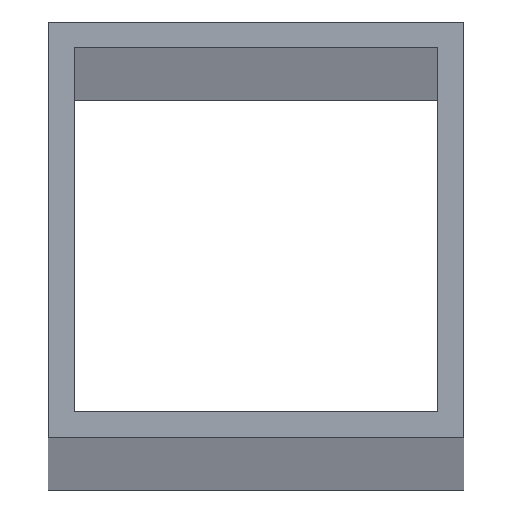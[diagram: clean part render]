
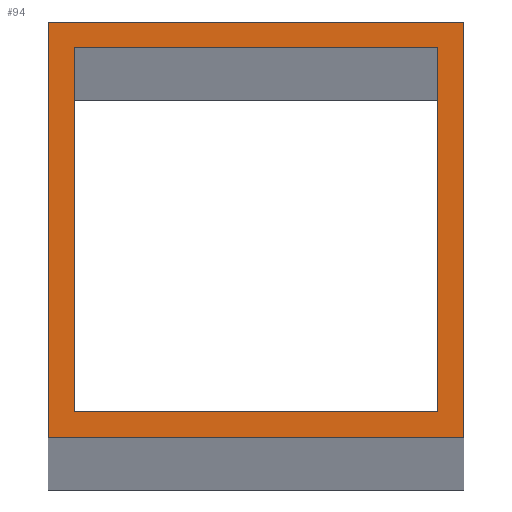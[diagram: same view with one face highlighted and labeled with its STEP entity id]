
A CAD part, top view. The second image highlights one B-rep face of the part: STEP entity #94.
In plain terms, the highlighted planar face has unit normal (0, 0, 1).
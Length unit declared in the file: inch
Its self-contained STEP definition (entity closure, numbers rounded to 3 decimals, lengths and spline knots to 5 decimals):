
#1 = LINE ( 'NONE', #114, #360 ) ;
#4 = DIRECTION ( 'NONE',  ( -1., 0., 0. ) ) ;
#17 = EDGE_LOOP ( 'NONE', ( #125, #311, #155, #92 ) ) ;
#19 = LINE ( 'NONE', #356, #212 ) ;
#30 = PLANE ( 'NONE',  #336 ) ;
#31 = VECTOR ( 'NONE', #202, 39.37008 ) ;
#48 = DIRECTION ( 'NONE',  ( 0., 1., 0. ) ) ;
#49 = CARTESIAN_POINT ( 'NONE',  ( -0.4375, -0.4375, 36. ) ) ;
#54 = FACE_OUTER_BOUND ( 'NONE', #168, .T. ) ;
#55 = CARTESIAN_POINT ( 'NONE',  ( 0.4375, -0.4375, 36. ) ) ;
#66 = LINE ( 'NONE', #280, #302 ) ;
#73 = VECTOR ( 'NONE', #199, 39.37008 ) ;
#78 = DIRECTION ( 'NONE',  ( 1., 0., 0. ) ) ;
#80 = DIRECTION ( 'NONE',  ( 0., 1., 0. ) ) ;
#86 = CARTESIAN_POINT ( 'NONE',  ( -0.4375, 0.4375, 36. ) ) ;
#87 = LINE ( 'NONE', #197, #328 ) ;
#92 = ORIENTED_EDGE ( 'NONE', *, *, #324, .F. ) ;
#94 = ADVANCED_FACE ( 'NONE', ( #54, #261 ), #30, .T. ) ;
#98 = CARTESIAN_POINT ( 'NONE',  ( 0.5, 0.5, 36. ) ) ;
#105 = LINE ( 'NONE', #86, #73 ) ;
#114 = CARTESIAN_POINT ( 'NONE',  ( -0.4375, -0.4375, 36. ) ) ;
#117 = DIRECTION ( 'NONE',  ( -1., 0., 0. ) ) ;
#125 = ORIENTED_EDGE ( 'NONE', *, *, #174, .F. ) ;
#128 = VERTEX_POINT ( 'NONE', #215 ) ;
#135 = CARTESIAN_POINT ( 'NONE',  ( 0.5, -0.5, 36. ) ) ;
#141 = VERTEX_POINT ( 'NONE', #180 ) ;
#142 = CARTESIAN_POINT ( 'NONE',  ( -0.5, 0.5, 36. ) ) ;
#155 = ORIENTED_EDGE ( 'NONE', *, *, #358, .F. ) ;
#157 = VERTEX_POINT ( 'NONE', #175 ) ;
#159 = ORIENTED_EDGE ( 'NONE', *, *, #333, .T. ) ;
#166 = EDGE_CURVE ( 'NONE', #300, #283, #200, .T. ) ;
#168 = EDGE_LOOP ( 'NONE', ( #272, #208, #159, #209 ) ) ;
#174 = EDGE_CURVE ( 'NONE', #299, #217, #1, .T. ) ;
#175 = CARTESIAN_POINT ( 'NONE',  ( 0.5, -0.5, 36. ) ) ;
#177 = CARTESIAN_POINT ( 'NONE',  ( 0., 0., 36. ) ) ;
#179 = DIRECTION ( 'NONE',  ( 1., 0., 0. ) ) ;
#180 = CARTESIAN_POINT ( 'NONE',  ( -0.4375, 0.4375, 36. ) ) ;
#189 = EDGE_CURVE ( 'NONE', #375, #300, #349, .T. ) ;
#197 = CARTESIAN_POINT ( 'NONE',  ( -0.5, -0.5, 36. ) ) ;
#199 = DIRECTION ( 'NONE',  ( 0., -1., 0. ) ) ;
#200 = LINE ( 'NONE', #142, #31 ) ;
#202 = DIRECTION ( 'NONE',  ( 0., -1., 0. ) ) ;
#208 = ORIENTED_EDGE ( 'NONE', *, *, #304, .T. ) ;
#209 = ORIENTED_EDGE ( 'NONE', *, *, #189, .T. ) ;
#212 = VECTOR ( 'NONE', #117, 39.37008 ) ;
#215 = CARTESIAN_POINT ( 'NONE',  ( 0.4375, 0.4375, 36. ) ) ;
#217 = VERTEX_POINT ( 'NONE', #55 ) ;
#227 = CARTESIAN_POINT ( 'NONE',  ( -0.5, -0.5, 36. ) ) ;
#239 = DIRECTION ( 'NONE',  ( 1., 0., 0. ) ) ;
#261 = FACE_BOUND ( 'NONE', #17, .T. ) ;
#272 = ORIENTED_EDGE ( 'NONE', *, *, #166, .T. ) ;
#280 = CARTESIAN_POINT ( 'NONE',  ( 0.4375, -0.4375, 36. ) ) ;
#283 = VERTEX_POINT ( 'NONE', #227 ) ;
#284 = CARTESIAN_POINT ( 'NONE',  ( -0.5, 0.5, 36. ) ) ;
#299 = VERTEX_POINT ( 'NONE', #49 ) ;
#300 = VERTEX_POINT ( 'NONE', #284 ) ;
#302 = VECTOR ( 'NONE', #80, 39.37008 ) ;
#303 = EDGE_CURVE ( 'NONE', #141, #299, #105, .T. ) ;
#304 = EDGE_CURVE ( 'NONE', #283, #157, #87, .T. ) ;
#311 = ORIENTED_EDGE ( 'NONE', *, *, #303, .F. ) ;
#313 = VECTOR ( 'NONE', #4, 39.37008 ) ;
#322 = DIRECTION ( 'NONE',  ( 0., 0., 1. ) ) ;
#324 = EDGE_CURVE ( 'NONE', #217, #128, #66, .T. ) ;
#328 = VECTOR ( 'NONE', #78, 39.37008 ) ;
#333 = EDGE_CURVE ( 'NONE', #157, #375, #351, .T. ) ;
#335 = VECTOR ( 'NONE', #48, 39.37008 ) ;
#336 = AXIS2_PLACEMENT_3D ( 'NONE', #177, #322, #239 ) ;
#349 = LINE ( 'NONE', #350, #313 ) ;
#350 = CARTESIAN_POINT ( 'NONE',  ( 0.5, 0.5, 36. ) ) ;
#351 = LINE ( 'NONE', #135, #335 ) ;
#356 = CARTESIAN_POINT ( 'NONE',  ( 0.4375, 0.4375, 36. ) ) ;
#358 = EDGE_CURVE ( 'NONE', #128, #141, #19, .T. ) ;
#360 = VECTOR ( 'NONE', #179, 39.37008 ) ;
#375 = VERTEX_POINT ( 'NONE', #98 ) ;
